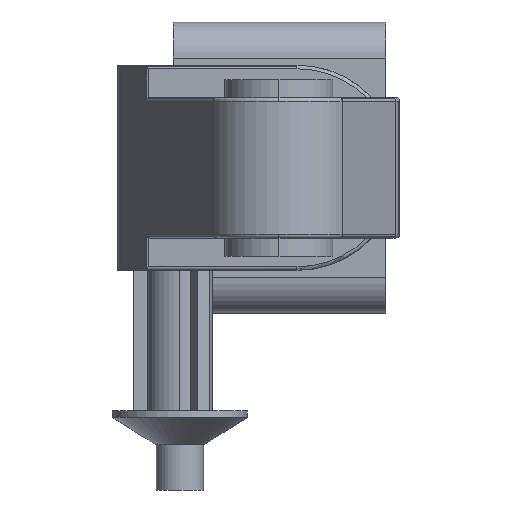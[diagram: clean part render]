
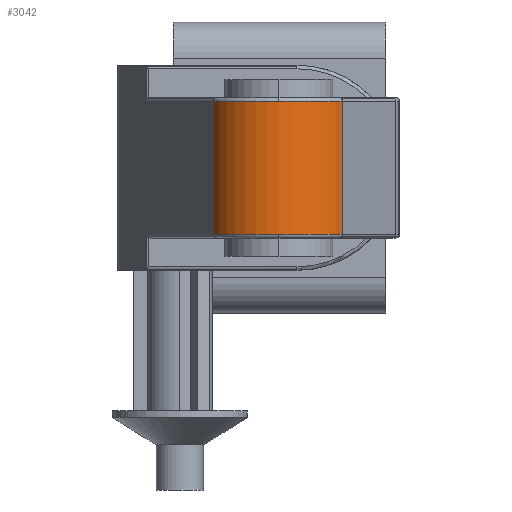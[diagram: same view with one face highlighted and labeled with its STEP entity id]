
A CAD part, left-side view. The second image highlights one B-rep face of the part: STEP entity #3042.
In plain terms, the highlighted cylindrical face has radius 10.16 mm (diameter 20.32 mm), a partial arc.
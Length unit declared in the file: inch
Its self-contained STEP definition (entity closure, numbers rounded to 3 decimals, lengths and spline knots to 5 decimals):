
#874=CARTESIAN_POINT('',(-1.3309,0.68575,0.76));
#875=VERTEX_POINT('',#874);
#899=CARTESIAN_POINT('',(-1.56361,0.32241,0.76));
#900=VERTEX_POINT('',#899);
#925=CARTESIAN_POINT('',(-1.16361,0.32241,0.76));
#926=DIRECTION('',(0.0,0.0,1.));
#927=DIRECTION('',(-1.,0.031,0.0));
#928=AXIS2_PLACEMENT_3D('',#925,#926,#927);
#929=CIRCLE('',#928,0.4);
#930=EDGE_CURVE('',#875,#900,#929,.T.);
#1294=CARTESIAN_POINT('',(-1.56361,0.32241,0.02));
#1295=VERTEX_POINT('',#1294);
#1305=CARTESIAN_POINT('',(-1.3309,0.68575,0.02));
#1306=VERTEX_POINT('',#1305);
#1307=CARTESIAN_POINT('',(-1.16361,0.32241,0.02));
#1308=DIRECTION('',(0.0,0.0,-1.));
#1309=DIRECTION('',(-1.,0.031,0.0));
#1310=AXIS2_PLACEMENT_3D('',#1307,#1308,#1309);
#1311=CIRCLE('',#1310,0.4);
#1312=EDGE_CURVE('',#1295,#1306,#1311,.T.);
#2900=CARTESIAN_POINT('',(-1.35339,-0.0297,0.02));
#2901=VERTEX_POINT('',#2900);
#2933=CARTESIAN_POINT('',(-1.16361,0.32241,0.02));
#2934=DIRECTION('',(0.0,0.0,-1.));
#2935=DIRECTION('',(-1.,0.031,0.0));
#2936=AXIS2_PLACEMENT_3D('',#2933,#2934,#2935);
#2937=CIRCLE('',#2936,0.4);
#2938=EDGE_CURVE('',#2901,#1295,#2937,.T.);
#2974=CARTESIAN_POINT('',(-1.3309,0.68575,0.02));
#2975=DIRECTION('',(0.0,0.0,1.0));
#2976=VECTOR('',#2975,0.74);
#2977=LINE('',#2974,#2976);
#2978=EDGE_CURVE('',#1306,#875,#2977,.T.);
#3016=CARTESIAN_POINT('',(-1.16361,0.32241,0.0));
#3017=DIRECTION('',(0.0,0.0,1.0));
#3018=DIRECTION('',(-0.418,0.908,0.0));
#3019=AXIS2_PLACEMENT_3D('',#3016,#3017,#3018);
#3020=CYLINDRICAL_SURFACE('',#3019,0.4);
#3021=ORIENTED_EDGE('',*,*,#2938,.F.);
#3022=CARTESIAN_POINT('',(-1.35339,-0.0297,0.76));
#3023=VERTEX_POINT('',#3022);
#3024=CARTESIAN_POINT('',(-1.35339,-0.0297,0.02));
#3025=DIRECTION('',(0.0,0.0,1.0));
#3026=VECTOR('',#3025,0.74);
#3027=LINE('',#3024,#3026);
#3028=EDGE_CURVE('',#2901,#3023,#3027,.T.);
#3029=ORIENTED_EDGE('',*,*,#3028,.T.);
#3030=CARTESIAN_POINT('',(-1.16361,0.32241,0.76));
#3031=DIRECTION('',(0.0,0.0,1.));
#3032=DIRECTION('',(-1.,0.031,0.0));
#3033=AXIS2_PLACEMENT_3D('',#3030,#3031,#3032);
#3034=CIRCLE('',#3033,0.4);
#3035=EDGE_CURVE('',#900,#3023,#3034,.T.);
#3036=ORIENTED_EDGE('',*,*,#3035,.F.);
#3037=ORIENTED_EDGE('',*,*,#930,.F.);
#3038=ORIENTED_EDGE('',*,*,#2978,.F.);
#3039=ORIENTED_EDGE('',*,*,#1312,.F.);
#3040=EDGE_LOOP('',(#3021,#3029,#3036,#3037,#3038,#3039));
#3041=FACE_OUTER_BOUND('',#3040,.T.);
#3042=ADVANCED_FACE('',(#3041),#3020,.T.);
